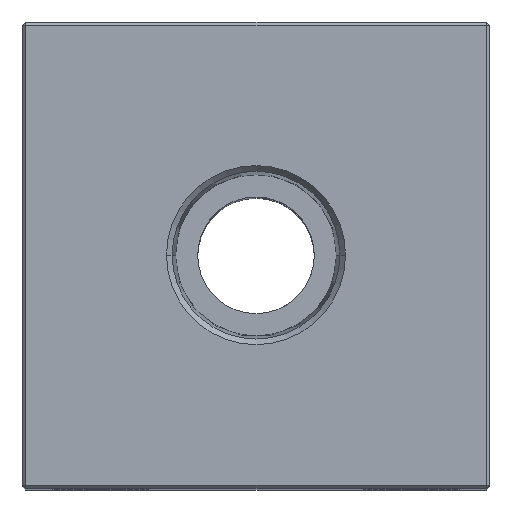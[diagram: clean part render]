
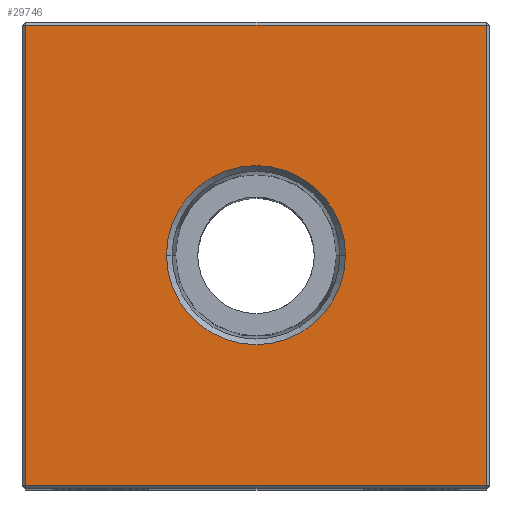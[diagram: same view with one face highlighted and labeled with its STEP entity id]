
A CAD part, top view. The second image highlights one B-rep face of the part: STEP entity #29746.
In plain terms, the highlighted planar face has unit normal (0, 0, 1).
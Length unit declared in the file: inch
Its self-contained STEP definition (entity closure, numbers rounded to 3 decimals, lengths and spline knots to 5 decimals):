
#97 = CARTESIAN_POINT ( 'NONE',  ( -0.288, 0., 3.25 ) ) ;
#1609 = CARTESIAN_POINT ( 'NONE',  ( 0., 0.74, 3.25 ) ) ;
#1756 = AXIS2_PLACEMENT_3D ( 'NONE', #6859, #23328, #9243 ) ;
#2283 = LINE ( 'NONE', #14946, #17439 ) ;
#3003 = LINE ( 'NONE', #1609, #9323 ) ;
#3063 = CARTESIAN_POINT ( 'NONE',  ( 0., -0.74, 3.25 ) ) ;
#3108 = VERTEX_POINT ( 'NONE', #28934 ) ;
#3867 = VERTEX_POINT ( 'NONE', #16230 ) ;
#4267 = LINE ( 'NONE', #14186, #16151 ) ;
#4454 = VERTEX_POINT ( 'NONE', #97 ) ;
#4842 = VERTEX_POINT ( 'NONE', #10326 ) ;
#6859 = CARTESIAN_POINT ( 'NONE',  ( 0., 0., 3.25 ) ) ;
#7294 = FACE_OUTER_BOUND ( 'NONE', #26134, .T. ) ;
#7751 = DIRECTION ( 'NONE',  ( 0., 0., 1. ) ) ;
#7844 = AXIS2_PLACEMENT_3D ( 'NONE', #21821, #7751, #24176 ) ;
#7883 = ORIENTED_EDGE ( 'NONE', *, *, #27040, .T. ) ;
#8128 = EDGE_CURVE ( 'NONE', #4454, #4842, #26583, .T. ) ;
#8534 = VECTOR ( 'NONE', #12603, 39.37008 ) ;
#8926 = EDGE_CURVE ( 'NONE', #4842, #4454, #20569, .T. ) ;
#9145 = PLANE ( 'NONE',  #1756 ) ;
#9243 = DIRECTION ( 'NONE',  ( -1., 0., 0. ) ) ;
#9323 = VECTOR ( 'NONE', #13512, 39.37008 ) ;
#10326 = CARTESIAN_POINT ( 'NONE',  ( 0.288, 0., 3.25 ) ) ;
#10367 = DIRECTION ( 'NONE',  ( 0., 0., 1. ) ) ;
#10937 = EDGE_LOOP ( 'NONE', ( #16691, #14278 ) ) ;
#12603 = DIRECTION ( 'NONE',  ( 1., 0., 0. ) ) ;
#13512 = DIRECTION ( 'NONE',  ( -1., 0., 0. ) ) ;
#13657 = EDGE_CURVE ( 'NONE', #14590, #16060, #2283, .T. ) ;
#14186 = CARTESIAN_POINT ( 'NONE',  ( 0.74, 0., 3.25 ) ) ;
#14278 = ORIENTED_EDGE ( 'NONE', *, *, #8128, .F. ) ;
#14309 = FACE_BOUND ( 'NONE', #10937, .T. ) ;
#14590 = VERTEX_POINT ( 'NONE', #21742 ) ;
#14946 = CARTESIAN_POINT ( 'NONE',  ( -0.74, 0., 3.25 ) ) ;
#15949 = CARTESIAN_POINT ( 'NONE',  ( -0.74, -0.74, 3.25 ) ) ;
#16060 = VERTEX_POINT ( 'NONE', #15949 ) ;
#16151 = VECTOR ( 'NONE', #16546, 39.37008 ) ;
#16230 = CARTESIAN_POINT ( 'NONE',  ( 0.74, 0.74, 3.25 ) ) ;
#16324 = ORIENTED_EDGE ( 'NONE', *, *, #24503, .T. ) ;
#16546 = DIRECTION ( 'NONE',  ( 0., 1., 0. ) ) ;
#16691 = ORIENTED_EDGE ( 'NONE', *, *, #8926, .F. ) ;
#16720 = ORIENTED_EDGE ( 'NONE', *, *, #13657, .T. ) ;
#17294 = DIRECTION ( 'NONE',  ( 0., -1., 0. ) ) ;
#17439 = VECTOR ( 'NONE', #17294, 39.37008 ) ;
#19556 = AXIS2_PLACEMENT_3D ( 'NONE', #24425, #10367, #26768 ) ;
#20569 = CIRCLE ( 'NONE', #7844, 0.288 ) ;
#21008 = LINE ( 'NONE', #3063, #8534 ) ;
#21742 = CARTESIAN_POINT ( 'NONE',  ( -0.74, 0.74, 3.25 ) ) ;
#21821 = CARTESIAN_POINT ( 'NONE',  ( 0., 0., 3.25 ) ) ;
#23328 = DIRECTION ( 'NONE',  ( 0., 0., -1. ) ) ;
#24176 = DIRECTION ( 'NONE',  ( 1., 0., 0. ) ) ;
#24425 = CARTESIAN_POINT ( 'NONE',  ( 0., 0., 3.25 ) ) ;
#24503 = EDGE_CURVE ( 'NONE', #16060, #3108, #21008, .T. ) ;
#25449 = EDGE_CURVE ( 'NONE', #3108, #3867, #4267, .T. ) ;
#26134 = EDGE_LOOP ( 'NONE', ( #16720, #16324, #29716, #7883 ) ) ;
#26583 = CIRCLE ( 'NONE', #19556, 0.288 ) ;
#26768 = DIRECTION ( 'NONE',  ( 1., 0., 0. ) ) ;
#27040 = EDGE_CURVE ( 'NONE', #3867, #14590, #3003, .T. ) ;
#28934 = CARTESIAN_POINT ( 'NONE',  ( 0.74, -0.74, 3.25 ) ) ;
#29716 = ORIENTED_EDGE ( 'NONE', *, *, #25449, .T. ) ;
#29746 = ADVANCED_FACE ( 'NONE', ( #7294, #14309 ), #9145, .F. ) ;
